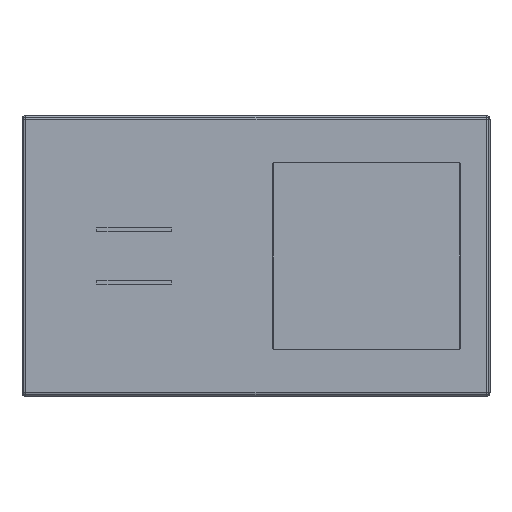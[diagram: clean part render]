
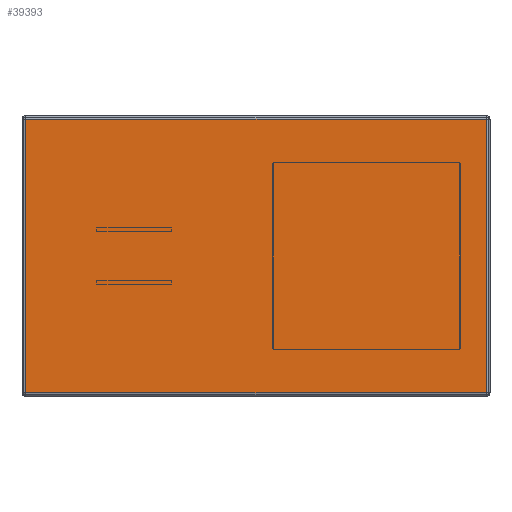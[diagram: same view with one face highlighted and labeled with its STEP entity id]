
A CAD part, front view. The second image highlights one B-rep face of the part: STEP entity #39393.
In plain terms, the highlighted face is planar.
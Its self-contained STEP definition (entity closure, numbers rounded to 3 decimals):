
#1439 = CARTESIAN_POINT ( 'NONE',  ( 0., 20., 0. ) ) ;
#2049 = CARTESIAN_POINT ( 'NONE',  ( 20., 1500., 0. ) ) ;
#7784 = VERTEX_POINT ( 'NONE', #24855 ) ;
#14647 = ORIENTED_EDGE ( 'NONE', *, *, #16129, .T. ) ;
#16129 = EDGE_CURVE ( 'NONE', #7784, #74722, #27285, .T. ) ;
#17067 = DIRECTION ( 'NONE',  ( 1., 0., 0. ) ) ;
#18719 = VERTEX_POINT ( 'NONE', #57301 ) ;
#24855 = CARTESIAN_POINT ( 'NONE',  ( 20., 1480., 0. ) ) ;
#26873 = CARTESIAN_POINT ( 'NONE',  ( 2500., 1480., 0. ) ) ;
#27141 = CARTESIAN_POINT ( 'NONE',  ( 20., 20., 0. ) ) ;
#27173 = VECTOR ( 'NONE', #17067, 1000. ) ;
#27285 = LINE ( 'NONE', #26873, #27173 ) ;
#31176 = ORIENTED_EDGE ( 'NONE', *, *, #54827, .T. ) ;
#37513 = EDGE_LOOP ( 'NONE', ( #49859, #14647, #31176, #70764 ) ) ;
#37720 = EDGE_CURVE ( 'NONE', #18719, #64607, #58959, .T. ) ;
#39393 = ADVANCED_FACE ( 'NONE', ( #56960 ), #50251, .F. ) ;
#39859 = VECTOR ( 'NONE', #68424, 1000. ) ;
#40289 = LINE ( 'NONE', #2049, #44563 ) ;
#43032 = CARTESIAN_POINT ( 'NONE',  ( 2480., 1480., 0. ) ) ;
#44563 = VECTOR ( 'NONE', #47777, 1000. ) ;
#44805 = DIRECTION ( 'NONE',  ( 1., 0., 0. ) ) ;
#46311 = VECTOR ( 'NONE', #78214, 1000. ) ;
#47777 = DIRECTION ( 'NONE',  ( 0., 1., 0. ) ) ;
#48280 = LINE ( 'NONE', #79737, #39859 ) ;
#49859 = ORIENTED_EDGE ( 'NONE', *, *, #73466, .T. ) ;
#50251 = PLANE ( 'NONE',  #52015 ) ;
#50679 = CARTESIAN_POINT ( 'NONE',  ( 0., 0., 0. ) ) ;
#52015 = AXIS2_PLACEMENT_3D ( 'NONE', #50679, #69995, #44805 ) ;
#54827 = EDGE_CURVE ( 'NONE', #74722, #18719, #48280, .T. ) ;
#56960 = FACE_OUTER_BOUND ( 'NONE', #37513, .T. ) ;
#57301 = CARTESIAN_POINT ( 'NONE',  ( 2480., 20., 0. ) ) ;
#58959 = LINE ( 'NONE', #1439, #46311 ) ;
#64607 = VERTEX_POINT ( 'NONE', #27141 ) ;
#68424 = DIRECTION ( 'NONE',  ( 0., -1., 0. ) ) ;
#69995 = DIRECTION ( 'NONE',  ( 0., 0., 1. ) ) ;
#70764 = ORIENTED_EDGE ( 'NONE', *, *, #37720, .T. ) ;
#73466 = EDGE_CURVE ( 'NONE', #64607, #7784, #40289, .T. ) ;
#74722 = VERTEX_POINT ( 'NONE', #43032 ) ;
#78214 = DIRECTION ( 'NONE',  ( -1., 0., 0. ) ) ;
#79737 = CARTESIAN_POINT ( 'NONE',  ( 2480., 0., 0. ) ) ;
